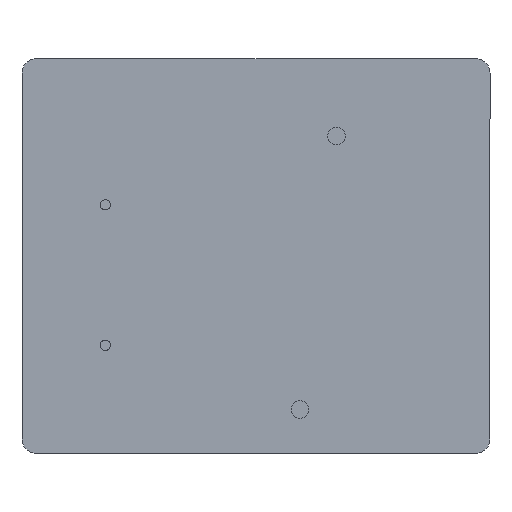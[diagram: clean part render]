
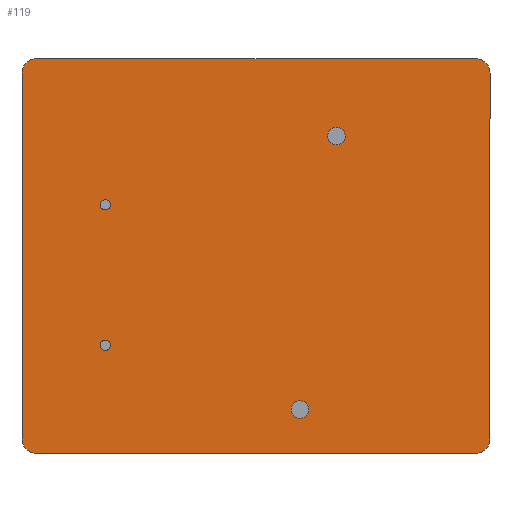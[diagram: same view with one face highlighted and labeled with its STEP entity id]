
A CAD part, front view. The second image highlights one B-rep face of the part: STEP entity #119.
In plain terms, the highlighted planar face has unit normal (0, -1, 0).
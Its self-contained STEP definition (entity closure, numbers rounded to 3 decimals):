
#12 = AXIS2_PLACEMENT_3D ( 'NONE', #1373, #491, #649 ) ;
#14 = ORIENTED_EDGE ( 'NONE', *, *, #408, .T. ) ;
#60 = CIRCLE ( 'NONE', #1019, 1. ) ;
#89 = LINE ( 'NONE', #1826, #995 ) ;
#90 = VERTEX_POINT ( 'NONE', #581 ) ;
#94 = CARTESIAN_POINT ( 'NONE',  ( 1., 0., -1. ) ) ;
#119 = ADVANCED_FACE ( 'NONE', ( #125 ), #1750, .T. ) ;
#125 = FACE_OUTER_BOUND ( 'NONE', #1731, .T. ) ;
#147 = VERTEX_POINT ( 'NONE', #712 ) ;
#163 = DIRECTION ( 'NONE',  ( 0., -1., 0. ) ) ;
#177 = CARTESIAN_POINT ( 'NONE',  ( 0., 0., -1. ) ) ;
#206 = ORIENTED_EDGE ( 'NONE', *, *, #385, .F. ) ;
#214 = VERTEX_POINT ( 'NONE', #619 ) ;
#263 = VERTEX_POINT ( 'NONE', #1066 ) ;
#276 = DIRECTION ( 'NONE',  ( 0., -1., 0. ) ) ;
#301 = ORIENTED_EDGE ( 'NONE', *, *, #1132, .T. ) ;
#339 = DIRECTION ( 'NONE',  ( 0., 0., -1. ) ) ;
#385 = EDGE_CURVE ( 'NONE', #147, #214, #830, .T. ) ;
#391 = DIRECTION ( 'NONE',  ( 0., 0., -1. ) ) ;
#408 = EDGE_CURVE ( 'NONE', #147, #90, #1353, .T. ) ;
#432 = DIRECTION ( 'NONE',  ( 0., 0., -1. ) ) ;
#459 = CARTESIAN_POINT ( 'NONE',  ( 0., 0., 0. ) ) ;
#466 = DIRECTION ( 'NONE',  ( 0., 0., -1. ) ) ;
#491 = DIRECTION ( 'NONE',  ( 0., -1., 0. ) ) ;
#520 = CARTESIAN_POINT ( 'NONE',  ( 0., 0., -27. ) ) ;
#574 = DIRECTION ( 'NONE',  ( 1., 0., 0. ) ) ;
#581 = CARTESIAN_POINT ( 'NONE',  ( 32., 0., -26. ) ) ;
#593 = CARTESIAN_POINT ( 'NONE',  ( 0., 0., 0. ) ) ;
#599 = CARTESIAN_POINT ( 'NONE',  ( 32., 0., -1. ) ) ;
#619 = CARTESIAN_POINT ( 'NONE',  ( 1., 0., -27. ) ) ;
#641 = AXIS2_PLACEMENT_3D ( 'NONE', #459, #163, #466 ) ;
#649 = DIRECTION ( 'NONE',  ( 0., 0., -1. ) ) ;
#659 = CIRCLE ( 'NONE', #1701, 1. ) ;
#712 = CARTESIAN_POINT ( 'NONE',  ( 31., 0., -27. ) ) ;
#716 = CARTESIAN_POINT ( 'NONE',  ( 32., 0., 0. ) ) ;
#728 = EDGE_CURVE ( 'NONE', #263, #809, #1434, .T. ) ;
#791 = AXIS2_PLACEMENT_3D ( 'NONE', #1824, #276, #432 ) ;
#805 = DIRECTION ( 'NONE',  ( 0., -1., 0. ) ) ;
#809 = VERTEX_POINT ( 'NONE', #876 ) ;
#830 = LINE ( 'NONE', #520, #1751 ) ;
#839 = EDGE_CURVE ( 'NONE', #1763, #90, #1577, .T. ) ;
#876 = CARTESIAN_POINT ( 'NONE',  ( 31., 0., 0. ) ) ;
#914 = ORIENTED_EDGE ( 'NONE', *, *, #942, .T. ) ;
#942 = EDGE_CURVE ( 'NONE', #1763, #809, #1471, .T. ) ;
#943 = ORIENTED_EDGE ( 'NONE', *, *, #989, .T. ) ;
#989 = EDGE_CURVE ( 'NONE', #1382, #214, #659, .T. ) ;
#995 = VECTOR ( 'NONE', #1103, 1000. ) ;
#1006 = ORIENTED_EDGE ( 'NONE', *, *, #1367, .F. ) ;
#1019 = AXIS2_PLACEMENT_3D ( 'NONE', #94, #1554, #391 ) ;
#1066 = CARTESIAN_POINT ( 'NONE',  ( 1., 0., 0. ) ) ;
#1103 = DIRECTION ( 'NONE',  ( 0., 0., 1. ) ) ;
#1110 = CARTESIAN_POINT ( 'NONE',  ( 0., 0., -26. ) ) ;
#1117 = DIRECTION ( 'NONE',  ( -1., 0., 0. ) ) ;
#1132 = EDGE_CURVE ( 'NONE', #263, #1639, #60, .T. ) ;
#1214 = ORIENTED_EDGE ( 'NONE', *, *, #839, .F. ) ;
#1318 = VECTOR ( 'NONE', #574, 1000. ) ;
#1353 = CIRCLE ( 'NONE', #791, 1. ) ;
#1367 = EDGE_CURVE ( 'NONE', #1382, #1639, #89, .T. ) ;
#1373 = CARTESIAN_POINT ( 'NONE',  ( 31., 0., -1. ) ) ;
#1382 = VERTEX_POINT ( 'NONE', #1110 ) ;
#1384 = CARTESIAN_POINT ( 'NONE',  ( 1., 0., -26. ) ) ;
#1411 = ORIENTED_EDGE ( 'NONE', *, *, #728, .F. ) ;
#1418 = DIRECTION ( 'NONE',  ( 0., 0., -1. ) ) ;
#1434 = LINE ( 'NONE', #593, #1318 ) ;
#1471 = CIRCLE ( 'NONE', #12, 1. ) ;
#1554 = DIRECTION ( 'NONE',  ( 0., -1., 0. ) ) ;
#1577 = LINE ( 'NONE', #716, #1740 ) ;
#1639 = VERTEX_POINT ( 'NONE', #177 ) ;
#1701 = AXIS2_PLACEMENT_3D ( 'NONE', #1384, #805, #339 ) ;
#1731 = EDGE_LOOP ( 'NONE', ( #1006, #943, #206, #14, #1214, #914, #1411, #301 ) ) ;
#1740 = VECTOR ( 'NONE', #1418, 1000. ) ;
#1750 = PLANE ( 'NONE',  #641 ) ;
#1751 = VECTOR ( 'NONE', #1117, 1000. ) ;
#1763 = VERTEX_POINT ( 'NONE', #599 ) ;
#1824 = CARTESIAN_POINT ( 'NONE',  ( 31., 0., -26. ) ) ;
#1826 = CARTESIAN_POINT ( 'NONE',  ( 0., 0., 0. ) ) ;
